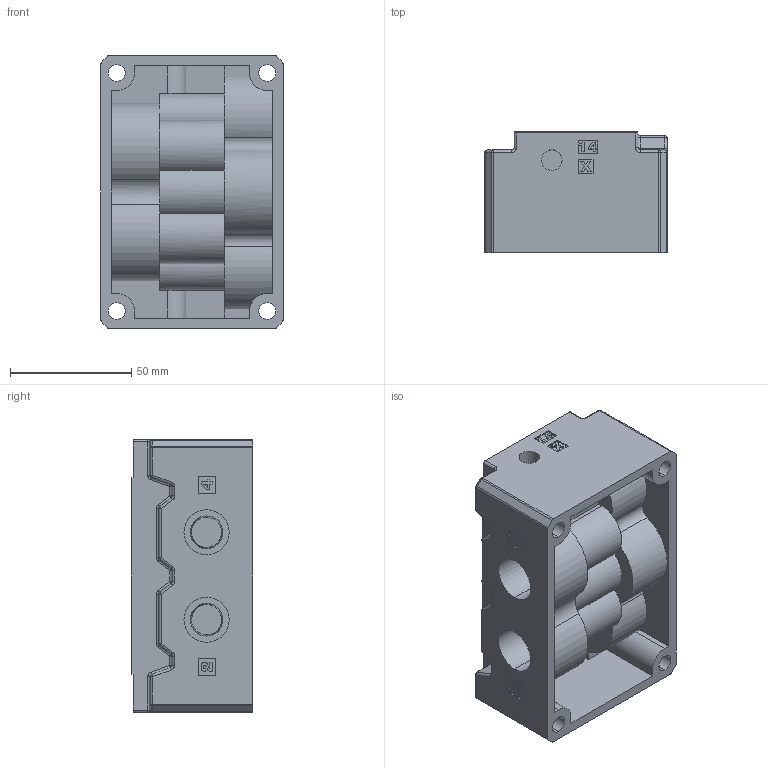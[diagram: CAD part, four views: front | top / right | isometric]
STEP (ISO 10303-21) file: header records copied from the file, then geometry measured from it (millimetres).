
FILE_DESCRIPTION (( 'STEP AP203' ), '1' );
FILE_NAME ('SIB53-S.STEP', '2020-04-13T05:49:38', ( 'user' ), ( '' ), 'SwSTEP 2.0', 'SolidWorks 2008', '' );
FILE_SCHEMA (( 'CONFIG_CONTROL_DESIGN' ));
Length unit declared in the file: millimetre
Products named in the file (1): SIB53-S
Bounding box: 75 x 50 x 112.4 mm (x, y, z)
Volume: 230989.2 mm3; surface area: 68404.4 mm2
Topology: 1 solids, 1 shells, 693 faces, 1796 edges, 1131 vertices
Faces by surface type: plane 368, cylinder 172, bspline 89, sphere 28, torus 24, cone 12
Entity records: 25971 total; most frequent: CARTESIAN_POINT 9451, ORIENTED_EDGE 3536, DIRECTION 3160, EDGE_CURVE 1768, LINE 1144, VECTOR 1144, VERTEX_POINT 1131, AXIS2_PLACEMENT_3D 1008
